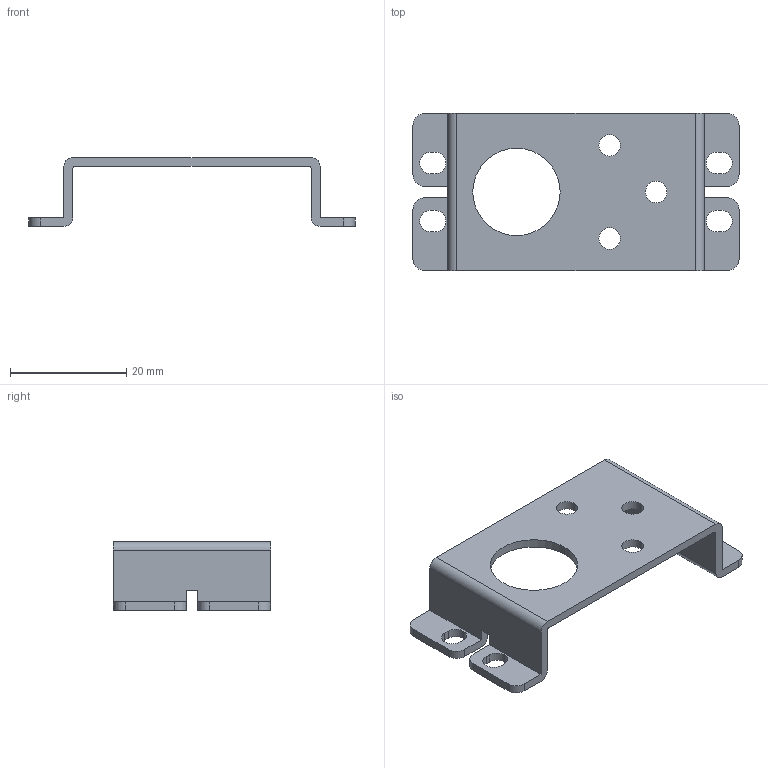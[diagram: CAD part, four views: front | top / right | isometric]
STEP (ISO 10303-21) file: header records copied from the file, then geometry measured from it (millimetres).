
FILE_DESCRIPTION (( 'STEP AP214' ), '1' );
FILE_NAME ('39381_TXM-Standard Servo Front Mount.STEP', '2017-02-01T20:54:38', ( '' ), ( '' ), 'SwSTEP 2.0', 'SolidWorks 2016', '' );
FILE_SCHEMA (( 'AUTOMOTIVE_DESIGN' ));
Length unit declared in the file: millimetre
Products named in the file (2): 39381_TXM-Standard Servo Front Mount
Bounding box: 56 x 27 x 11.85 mm (x, y, z)
Volume: 2596 mm3; surface area: 4000.4 mm2
Topology: 1 solids, 1 shells, 70 faces, 204 edges, 136 vertices
Faces by surface type: cylinder 36, plane 34
Entity records: 2421 total; most frequent: DIRECTION 420, CARTESIAN_POINT 412, ORIENTED_EDGE 408, EDGE_CURVE 204, AXIS2_PLACEMENT_3D 144, VERTEX_POINT 136, LINE 132, VECTOR 132
